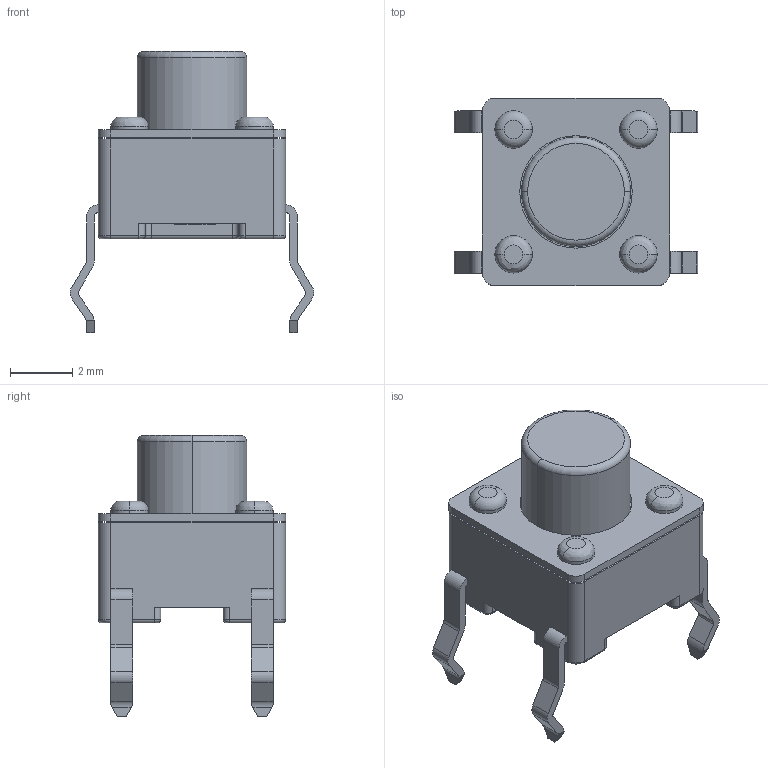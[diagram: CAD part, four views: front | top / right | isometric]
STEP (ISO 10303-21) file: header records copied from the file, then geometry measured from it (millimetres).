
FILE_DESCRIPTION((''),'2;1');
FILE_NAME('96','2021-09-09T21:52:00',('Administrator'),(''),'CREO PARAMETRIC BY PTC INC, 2016510','CREO PARAMETRIC BY PTC INC, 2016510','');
FILE_SCHEMA(('CONFIG_CONTROL_DESIGN','GEOMETRIC_VALIDATION_PROPERTIES_MIM'));
Length unit declared in the file: millimetre
Products named in the file (1): 96
Bounding box: 7.8 x 6 x 9 mm (x, y, z)
Volume: 141.7 mm3; surface area: 282.4 mm2
Topology: 4 solids, 4 shells, 407 faces, 1098 edges, 714 vertices
Faces by surface type: plane 275, cylinder 80, extrusion 26, torus 18, bspline 8
Entity records: 15868 total; most frequent: CARTESIAN_POINT 2618, ORIENTED_EDGE 2196, DIRECTION 1998, EDGE_CURVE 1098, VECTOR 860, LINE 834, VERTEX_POINT 714, AXIS2_PLACEMENT_3D 569
